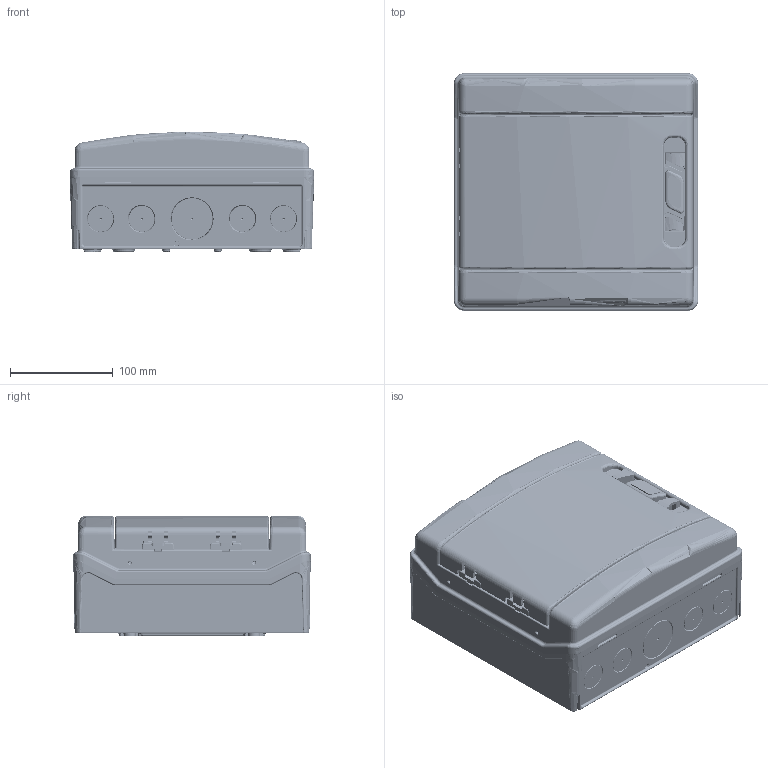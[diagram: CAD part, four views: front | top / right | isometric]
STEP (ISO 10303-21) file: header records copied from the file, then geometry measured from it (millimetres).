
FILE_DESCRIPTION((''),'2;1');
FILE_NAME('MODAB81PN','2018-01-05T',('antti_kumpulainen'),(''),'CREO PARAMETRIC BY PTC INC, 2015290','CREO PARAMETRIC BY PTC INC, 2015290','');
FILE_SCHEMA(('AUTOMOTIVE_DESIGN { 1 0 10303 214 1 1 1 1 }'));
Length unit declared in the file: millimetre
Products named in the file (1): MODAB81PN
Bounding box: 237.62 x 231 x 117.25 mm (x, y, z)
Volume: 16232.8 mm3; surface area: 692306.1 mm2
Topology: 12 solids, 19 shells, 7384 faces, 18465 edges, 10763 vertices
Faces by surface type: cylinder 2083, bspline 1923, plane 1864, torus 659, cone 558, sphere 261, extrusion 34, revolution 2
Entity records: 419750 total; most frequent: CARTESIAN_POINT 154951, ORIENTED_EDGE 35967, DIRECTION 28479, PRESENTATION_STYLE_ASSIGNMENT 25512, STYLED_ITEM 18143, CURVE_STYLE 18125, EDGE_CURVE 18097, VERTEX_POINT 10763
